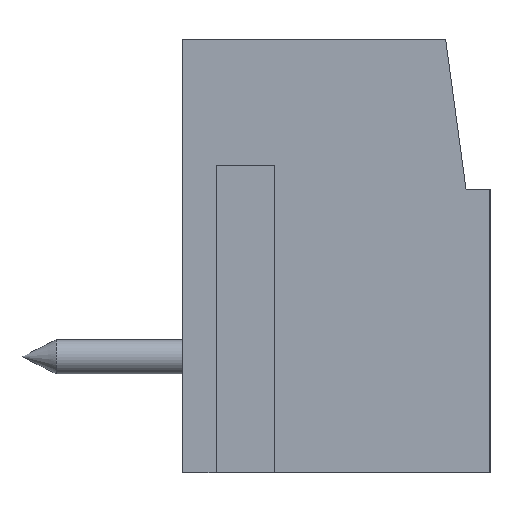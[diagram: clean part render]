
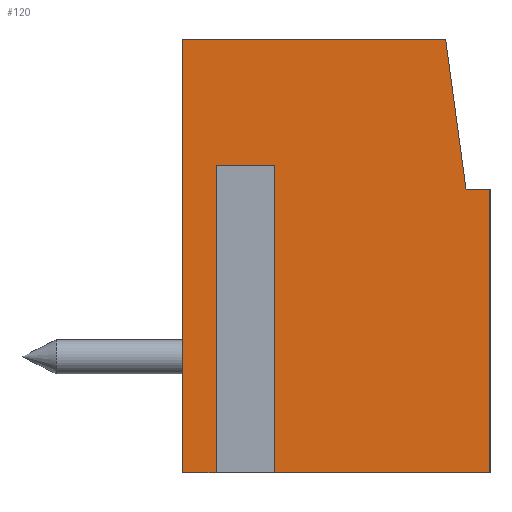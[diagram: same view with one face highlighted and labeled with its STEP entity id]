
A CAD part, left-side view. The second image highlights one B-rep face of the part: STEP entity #120.
In plain terms, the highlighted planar face has unit normal (-1, 0, 0).
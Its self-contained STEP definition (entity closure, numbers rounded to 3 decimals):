
#120 = ADVANCED_FACE( '', ( #297 ), #298, .T. );
#297 = FACE_OUTER_BOUND( '', #547, .T. );
#298 = PLANE( '', #548 );
#547 = EDGE_LOOP( '', ( #844, #845, #846, #847, #848, #849, #850, #851, #852, #853 ) );
#548 = AXIS2_PLACEMENT_3D( '', #854, #855, #856 );
#844 = ORIENTED_EDGE( '', *, *, #1401, .T. );
#845 = ORIENTED_EDGE( '', *, *, #1402, .T. );
#846 = ORIENTED_EDGE( '', *, *, #1403, .T. );
#847 = ORIENTED_EDGE( '', *, *, #1404, .T. );
#848 = ORIENTED_EDGE( '', *, *, #1405, .T. );
#849 = ORIENTED_EDGE( '', *, *, #1406, .T. );
#850 = ORIENTED_EDGE( '', *, *, #1407, .T. );
#851 = ORIENTED_EDGE( '', *, *, #1408, .T. );
#852 = ORIENTED_EDGE( '', *, *, #1409, .T. );
#853 = ORIENTED_EDGE( '', *, *, #1410, .F. );
#854 = CARTESIAN_POINT( '', ( -7.572, -10.279, 0. ) );
#855 = DIRECTION( '', ( -1., 0., 0. ) );
#856 = DIRECTION( '', ( 0., 0., 1. ) );
#1401 = EDGE_CURVE( '', #1666, #1667, #1668, .T. );
#1402 = EDGE_CURVE( '', #1667, #1669, #1670, .T. );
#1403 = EDGE_CURVE( '', #1669, #1671, #1672, .T. );
#1404 = EDGE_CURVE( '', #1671, #1673, #1674, .T. );
#1405 = EDGE_CURVE( '', #1673, #1675, #1676, .T. );
#1406 = EDGE_CURVE( '', #1675, #1677, #1678, .T. );
#1407 = EDGE_CURVE( '', #1677, #1679, #1680, .T. );
#1408 = EDGE_CURVE( '', #1679, #1681, #1682, .F. );
#1409 = EDGE_CURVE( '', #1681, #1683, #1684, .T. );
#1410 = EDGE_CURVE( '', #1666, #1683, #1685, .T. );
#1666 = VERTEX_POINT( '', #2026 );
#1667 = VERTEX_POINT( '', #2027 );
#1668 = LINE( '', #2028, #2029 );
#1669 = VERTEX_POINT( '', #2030 );
#1670 = LINE( '', #2031, #2032 );
#1671 = VERTEX_POINT( '', #2033 );
#1672 = LINE( '', #2034, #2035 );
#1673 = VERTEX_POINT( '', #2036 );
#1674 = LINE( '', #2037, #2038 );
#1675 = VERTEX_POINT( '', #2039 );
#1676 = LINE( '', #2040, #2041 );
#1677 = VERTEX_POINT( '', #2042 );
#1678 = LINE( '', #2043, #2044 );
#1679 = VERTEX_POINT( '', #2045 );
#1680 = LINE( '', #2046, #2047 );
#1681 = VERTEX_POINT( '', #2048 );
#1682 = LINE( '', #2049, #2050 );
#1683 = VERTEX_POINT( '', #2051 );
#1684 = LINE( '', #2052, #2053 );
#1685 = LINE( '', #2054, #2055 );
#2026 = CARTESIAN_POINT( '', ( -7.572, -5.779, 0. ) );
#2027 = CARTESIAN_POINT( '', ( -7.572, -7.179, 0. ) );
#2028 = CARTESIAN_POINT( '', ( -7.572, -10.279, 0. ) );
#2029 = VECTOR( '', #2426, 1000. );
#2030 = CARTESIAN_POINT( '', ( -7.572, -7.179, 9. ) );
#2031 = CARTESIAN_POINT( '', ( -7.572, -7.179, 4.5 ) );
#2032 = VECTOR( '', #2427, 1000. );
#2033 = CARTESIAN_POINT( '', ( -7.572, -8.079, 9. ) );
#2034 = CARTESIAN_POINT( '', ( -7.572, -6.779, 9. ) );
#2035 = VECTOR( '', #2428, 1000. );
#2036 = CARTESIAN_POINT( '', ( -7.572, -8.079, 0. ) );
#2037 = CARTESIAN_POINT( '', ( -7.572, -8.079, 4.5 ) );
#2038 = VECTOR( '', #2429, 1000. );
#2039 = CARTESIAN_POINT( '', ( -7.572, -14.779, 0. ) );
#2040 = CARTESIAN_POINT( '', ( -7.572, -10.279, 0. ) );
#2041 = VECTOR( '', #2430, 1000. );
#2042 = CARTESIAN_POINT( '', ( -7.572, -14.779, 8.3 ) );
#2043 = CARTESIAN_POINT( '', ( -7.572, -14.779, 0. ) );
#2044 = VECTOR( '', #2431, 1000. );
#2045 = CARTESIAN_POINT( '', ( -7.572, -14.079, 8.3 ) );
#2046 = CARTESIAN_POINT( '', ( -7.572, -10.279, 8.3 ) );
#2047 = VECTOR( '', #2432, 1000. );
#2048 = CARTESIAN_POINT( '', ( -7.572, -13.479, 12.7 ) );
#2049 = CARTESIAN_POINT( '', ( -7.572, -15.121, 0.66 ) );
#2050 = VECTOR( '', #2433, 1000. );
#2051 = CARTESIAN_POINT( '', ( -7.572, -5.779, 12.7 ) );
#2052 = CARTESIAN_POINT( '', ( -7.572, -10.279, 12.7 ) );
#2053 = VECTOR( '', #2434, 1000. );
#2054 = CARTESIAN_POINT( '', ( -7.572, -5.779, 0. ) );
#2055 = VECTOR( '', #2435, 1000. );
#2426 = DIRECTION( '', ( 0., -1., 0. ) );
#2427 = DIRECTION( '', ( 0., 0., 1. ) );
#2428 = DIRECTION( '', ( 0., -1., 0. ) );
#2429 = DIRECTION( '', ( 0., 0., -1. ) );
#2430 = DIRECTION( '', ( 0., -1., 0. ) );
#2431 = DIRECTION( '', ( 0., 0., 1. ) );
#2432 = DIRECTION( '', ( 0., 1., 0. ) );
#2433 = DIRECTION( '', ( 0., -0.135, -0.991 ) );
#2434 = DIRECTION( '', ( 0., 1., 0. ) );
#2435 = DIRECTION( '', ( 0., 0., 1. ) );
